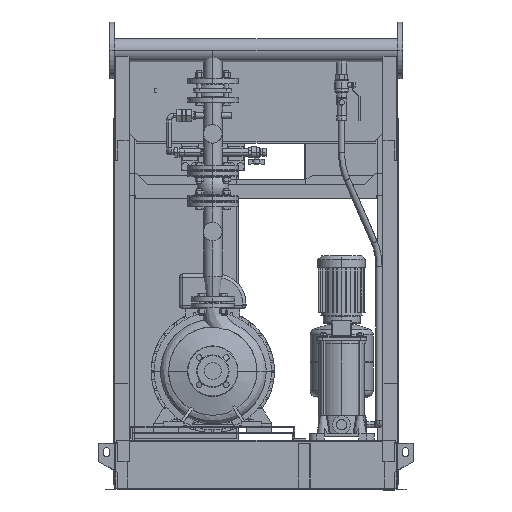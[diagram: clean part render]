
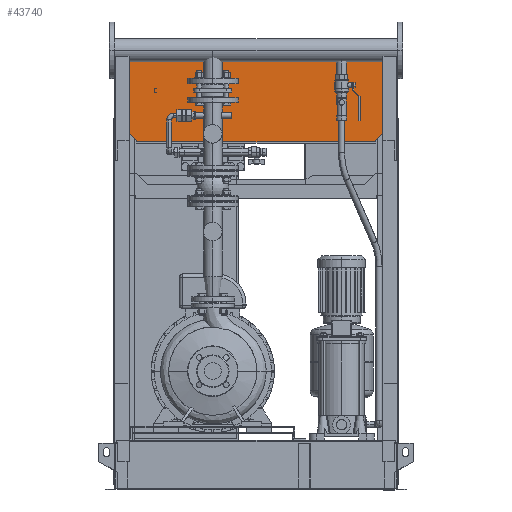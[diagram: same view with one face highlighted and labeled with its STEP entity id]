
A CAD part, left-side view. The second image highlights one B-rep face of the part: STEP entity #43740.
In plain terms, the highlighted planar face has unit normal (-1, 0, 0).
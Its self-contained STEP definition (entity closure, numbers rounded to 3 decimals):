
#43146=CARTESIAN_POINT('',(116.0,409.5,1415.975));
#43147=VERTEX_POINT('',#43146);
#43154=CARTESIAN_POINT('',(116.0,-409.5,1415.975));
#43155=VERTEX_POINT('',#43154);
#43156=CARTESIAN_POINT('',(116.0,-409.5,1415.975));
#43157=DIRECTION('',(0.0,1.0,0.0));
#43158=VECTOR('',#43157,819.0);
#43159=LINE('',#43156,#43158);
#43160=EDGE_CURVE('',#43155,#43147,#43159,.T.);
#43217=CARTESIAN_POINT('',(116.0,-389.5,1135.975));
#43218=VERTEX_POINT('',#43217);
#43225=CARTESIAN_POINT('',(116.0,389.5,1135.975));
#43226=VERTEX_POINT('',#43225);
#43227=CARTESIAN_POINT('',(116.0,389.5,1135.975));
#43228=DIRECTION('',(0.0,-1.0,0.0));
#43229=VECTOR('',#43228,779.0);
#43230=LINE('',#43227,#43229);
#43231=EDGE_CURVE('',#43226,#43218,#43230,.T.);
#43288=CARTESIAN_POINT('',(116.0,409.5,1411.975));
#43289=VERTEX_POINT('',#43288);
#43296=CARTESIAN_POINT('',(116.0,409.5,1415.975));
#43297=DIRECTION('',(0.0,0.0,-1.0));
#43298=VECTOR('',#43297,4.0);
#43299=LINE('',#43296,#43298);
#43300=EDGE_CURVE('',#43147,#43289,#43299,.T.);
#43326=CARTESIAN_POINT('',(116.0,452.0,1411.975));
#43327=VERTEX_POINT('',#43326);
#43334=CARTESIAN_POINT('',(116.0,409.5,1411.975));
#43335=DIRECTION('',(0.0,1.0,0.0));
#43336=VECTOR('',#43335,42.5);
#43337=LINE('',#43334,#43336);
#43338=EDGE_CURVE('',#43289,#43327,#43337,.T.);
#43357=CARTESIAN_POINT('',(116.0,452.0,1160.975));
#43358=VERTEX_POINT('',#43357);
#43365=CARTESIAN_POINT('',(116.0,452.0,1411.975));
#43366=DIRECTION('',(0.0,0.0,-1.0));
#43367=VECTOR('',#43366,251.);
#43368=LINE('',#43365,#43367);
#43369=EDGE_CURVE('',#43327,#43358,#43368,.T.);
#43388=CARTESIAN_POINT('',(116.0,409.5,1160.975));
#43389=VERTEX_POINT('',#43388);
#43396=CARTESIAN_POINT('',(116.0,452.0,1160.975));
#43397=DIRECTION('',(0.0,-1.0,0.0));
#43398=VECTOR('',#43397,42.5);
#43399=LINE('',#43396,#43398);
#43400=EDGE_CURVE('',#43358,#43389,#43399,.T.);
#43419=CARTESIAN_POINT('',(116.0,389.5,1140.975));
#43420=VERTEX_POINT('',#43419);
#43427=CARTESIAN_POINT('',(116.0,409.5,1160.975));
#43428=DIRECTION('',(0.0,-0.707,-0.707));
#43429=VECTOR('',#43428,28.284);
#43430=LINE('',#43427,#43429);
#43431=EDGE_CURVE('',#43389,#43420,#43430,.T.);
#43458=CARTESIAN_POINT('',(116.0,389.5,1140.975));
#43459=DIRECTION('',(0.0,0.0,-1.0));
#43460=VECTOR('',#43459,5.0);
#43461=LINE('',#43458,#43460);
#43462=EDGE_CURVE('',#43420,#43226,#43461,.T.);
#43505=CARTESIAN_POINT('',(116.0,-389.5,1140.975));
#43506=VERTEX_POINT('',#43505);
#43513=CARTESIAN_POINT('',(116.0,-389.5,1135.975));
#43514=DIRECTION('',(0.0,0.0,1.0));
#43515=VECTOR('',#43514,5.0);
#43516=LINE('',#43513,#43515);
#43517=EDGE_CURVE('',#43218,#43506,#43516,.T.);
#43538=CARTESIAN_POINT('',(116.0,-409.5,1160.975));
#43539=VERTEX_POINT('',#43538);
#43546=CARTESIAN_POINT('',(116.0,-389.5,1140.975));
#43547=DIRECTION('',(0.0,-0.707,0.707));
#43548=VECTOR('',#43547,28.284);
#43549=LINE('',#43546,#43548);
#43550=EDGE_CURVE('',#43506,#43539,#43549,.T.);
#43569=CARTESIAN_POINT('',(116.0,-452.0,1160.975));
#43570=VERTEX_POINT('',#43569);
#43577=CARTESIAN_POINT('',(116.0,-409.5,1160.975));
#43578=DIRECTION('',(0.0,-1.0,0.0));
#43579=VECTOR('',#43578,42.5);
#43580=LINE('',#43577,#43579);
#43581=EDGE_CURVE('',#43539,#43570,#43580,.T.);
#43600=CARTESIAN_POINT('',(116.0,-452.0,1411.975));
#43601=VERTEX_POINT('',#43600);
#43608=CARTESIAN_POINT('',(116.0,-452.0,1160.975));
#43609=DIRECTION('',(0.0,0.0,1.0));
#43610=VECTOR('',#43609,251.0);
#43611=LINE('',#43608,#43610);
#43612=EDGE_CURVE('',#43570,#43601,#43611,.T.);
#43631=CARTESIAN_POINT('',(116.0,-409.5,1411.975));
#43632=VERTEX_POINT('',#43631);
#43639=CARTESIAN_POINT('',(116.0,-452.0,1411.975));
#43640=DIRECTION('',(0.0,1.0,0.0));
#43641=VECTOR('',#43640,42.5);
#43642=LINE('',#43639,#43641);
#43643=EDGE_CURVE('',#43601,#43632,#43642,.T.);
#43670=CARTESIAN_POINT('',(116.0,-409.5,1411.975));
#43671=DIRECTION('',(0.0,0.0,1.0));
#43672=VECTOR('',#43671,4.0);
#43673=LINE('',#43670,#43672);
#43674=EDGE_CURVE('',#43632,#43155,#43673,.T.);
#43719=CARTESIAN_POINT('',(116.0,0.,1278.294));
#43720=DIRECTION('',(1.0,0.0,0.0));
#43721=DIRECTION('',(0.0,0.0,-1.0));
#43722=AXIS2_PLACEMENT_3D('',#43719,#43720,#43721);
#43723=PLANE('',#43722);
#43724=ORIENTED_EDGE('',*,*,#43160,.T.);
#43725=ORIENTED_EDGE('',*,*,#43300,.T.);
#43726=ORIENTED_EDGE('',*,*,#43338,.T.);
#43727=ORIENTED_EDGE('',*,*,#43369,.T.);
#43728=ORIENTED_EDGE('',*,*,#43400,.T.);
#43729=ORIENTED_EDGE('',*,*,#43431,.T.);
#43730=ORIENTED_EDGE('',*,*,#43462,.T.);
#43731=ORIENTED_EDGE('',*,*,#43231,.T.);
#43732=ORIENTED_EDGE('',*,*,#43517,.T.);
#43733=ORIENTED_EDGE('',*,*,#43550,.T.);
#43734=ORIENTED_EDGE('',*,*,#43581,.T.);
#43735=ORIENTED_EDGE('',*,*,#43612,.T.);
#43736=ORIENTED_EDGE('',*,*,#43643,.T.);
#43737=ORIENTED_EDGE('',*,*,#43674,.T.);
#43738=EDGE_LOOP('',(#43724,#43725,#43726,#43727,#43728,#43729,#43730,#43731,#43732,#43733,#43734,#43735,#43736,#43737));
#43739=FACE_OUTER_BOUND('',#43738,.T.);
#43740=ADVANCED_FACE('',(#43739),#43723,.F.);
